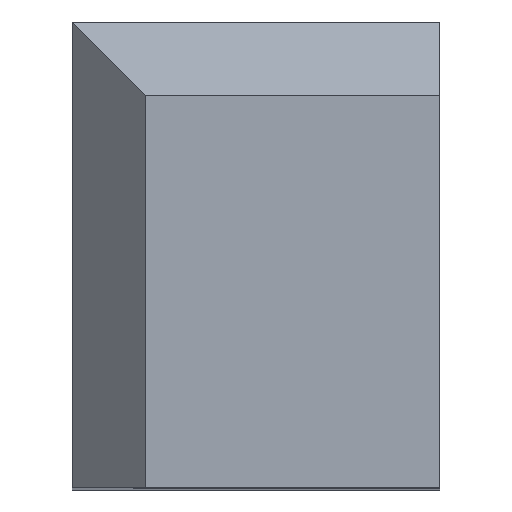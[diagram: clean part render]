
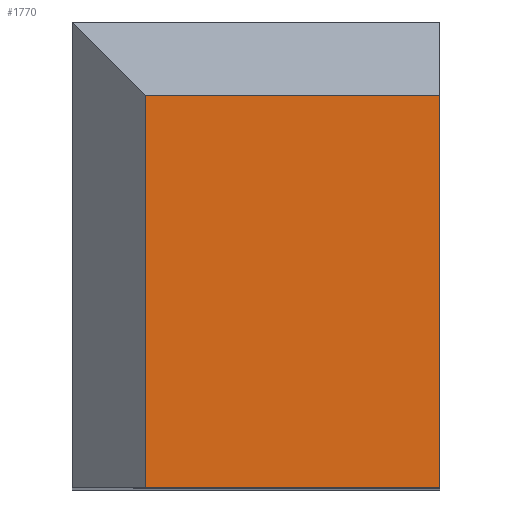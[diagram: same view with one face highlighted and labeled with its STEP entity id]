
A CAD part, top view. The second image highlights one B-rep face of the part: STEP entity #1770.
In plain terms, the highlighted planar face has unit normal (0, 0, 1).
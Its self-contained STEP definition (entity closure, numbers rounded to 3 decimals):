
#161 = PLANE('',#162);
#162 = AXIS2_PLACEMENT_3D('',#163,#164,#165);
#163 = CARTESIAN_POINT('',(-301.,66.,82.5));
#164 = DIRECTION('',(-1.,0.,0.));
#165 = DIRECTION('',(-0.,-0.,-1.));
#433 = PLANE('',#434);
#434 = AXIS2_PLACEMENT_3D('',#435,#436,#437);
#435 = CARTESIAN_POINT('',(-301.,47.,82.5));
#436 = DIRECTION('',(0.,-1.,-0.));
#437 = DIRECTION('',(0.,0.,-1.));
#834 = VERTEX_POINT('',#835);
#835 = CARTESIAN_POINT('',(-301.,63.,138.5));
#849 = PLANE('',#850);
#850 = AXIS2_PLACEMENT_3D('',#851,#852,#853);
#851 = CARTESIAN_POINT('',(-301.,64.5,137.));
#852 = DIRECTION('',(0.,-0.707,-0.707
    ));
#853 = DIRECTION('',(1.,0.,0.));
#861 = EDGE_CURVE('',#834,#862,#864,.T.);
#862 = VERTEX_POINT('',#863);
#863 = CARTESIAN_POINT('',(-301.,47.,138.5));
#864 = SURFACE_CURVE('',#865,(#869,#876),.PCURVE_S1.);
#865 = LINE('',#866,#867);
#866 = CARTESIAN_POINT('',(-301.,66.,138.5));
#867 = VECTOR('',#868,1.);
#868 = DIRECTION('',(0.,-1.,-0.));
#869 = PCURVE('',#161,#870);
#870 = DEFINITIONAL_REPRESENTATION('',(#871),#875);
#871 = LINE('',#872,#873);
#872 = CARTESIAN_POINT('',(-56.,-0.));
#873 = VECTOR('',#874,1.);
#874 = DIRECTION('',(-0.,1.));
#875 = ( GEOMETRIC_REPRESENTATION_CONTEXT(2) 
PARAMETRIC_REPRESENTATION_CONTEXT() REPRESENTATION_CONTEXT('2D SPACE',''
  ) );
#876 = PCURVE('',#877,#882);
#877 = PLANE('',#878);
#878 = AXIS2_PLACEMENT_3D('',#879,#880,#881);
#879 = CARTESIAN_POINT('',(-301.,66.,138.5));
#880 = DIRECTION('',(0.,0.,1.));
#881 = DIRECTION('',(0.,1.,0.));
#882 = DEFINITIONAL_REPRESENTATION('',(#883),#887);
#883 = LINE('',#884,#885);
#884 = CARTESIAN_POINT('',(0.,-0.));
#885 = VECTOR('',#886,1.);
#886 = DIRECTION('',(-1.,0.));
#887 = ( GEOMETRIC_REPRESENTATION_CONTEXT(2) 
PARAMETRIC_REPRESENTATION_CONTEXT() REPRESENTATION_CONTEXT('2D SPACE',''
  ) );
#1151 = EDGE_CURVE('',#862,#1152,#1154,.T.);
#1152 = VERTEX_POINT('',#1153);
#1153 = CARTESIAN_POINT('',(-313.,47.,138.5));
#1154 = SURFACE_CURVE('',#1155,(#1159,#1166),.PCURVE_S1.);
#1155 = LINE('',#1156,#1157);
#1156 = CARTESIAN_POINT('',(-301.,47.,138.5));
#1157 = VECTOR('',#1158,1.);
#1158 = DIRECTION('',(-1.,0.,0.));
#1159 = PCURVE('',#433,#1160);
#1160 = DEFINITIONAL_REPRESENTATION('',(#1161),#1165);
#1161 = LINE('',#1162,#1163);
#1162 = CARTESIAN_POINT('',(-56.,0.));
#1163 = VECTOR('',#1164,1.);
#1164 = DIRECTION('',(-0.,-1.));
#1165 = ( GEOMETRIC_REPRESENTATION_CONTEXT(2) 
PARAMETRIC_REPRESENTATION_CONTEXT() REPRESENTATION_CONTEXT('2D SPACE',''
  ) );
#1166 = PCURVE('',#877,#1167);
#1167 = DEFINITIONAL_REPRESENTATION('',(#1168),#1172);
#1168 = LINE('',#1169,#1170);
#1169 = CARTESIAN_POINT('',(-19.,0.));
#1170 = VECTOR('',#1171,1.);
#1171 = DIRECTION('',(-0.,1.));
#1172 = ( GEOMETRIC_REPRESENTATION_CONTEXT(2) 
PARAMETRIC_REPRESENTATION_CONTEXT() REPRESENTATION_CONTEXT('2D SPACE',''
  ) );
#1286 = PLANE('',#1287);
#1287 = AXIS2_PLACEMENT_3D('',#1288,#1289,#1290);
#1288 = CARTESIAN_POINT('',(-314.5,66.,137.));
#1289 = DIRECTION('',(-0.707,0.,0.707)
  );
#1290 = DIRECTION('',(0.,1.,0.));
#1610 = VERTEX_POINT('',#1611);
#1611 = CARTESIAN_POINT('',(-313.,63.,138.5));
#1632 = EDGE_CURVE('',#834,#1610,#1633,.T.);
#1633 = SURFACE_CURVE('',#1634,(#1638,#1645),.PCURVE_S1.);
#1634 = LINE('',#1635,#1636);
#1635 = CARTESIAN_POINT('',(-301.,63.,138.5));
#1636 = VECTOR('',#1637,1.);
#1637 = DIRECTION('',(-1.,0.,0.));
#1638 = PCURVE('',#849,#1639);
#1639 = DEFINITIONAL_REPRESENTATION('',(#1640),#1644);
#1640 = LINE('',#1641,#1642);
#1641 = CARTESIAN_POINT('',(0.,2.121));
#1642 = VECTOR('',#1643,1.);
#1643 = DIRECTION('',(-1.,0.));
#1644 = ( GEOMETRIC_REPRESENTATION_CONTEXT(2) 
PARAMETRIC_REPRESENTATION_CONTEXT() REPRESENTATION_CONTEXT('2D SPACE',''
  ) );
#1645 = PCURVE('',#877,#1646);
#1646 = DEFINITIONAL_REPRESENTATION('',(#1647),#1651);
#1647 = LINE('',#1648,#1649);
#1648 = CARTESIAN_POINT('',(-3.,0.));
#1649 = VECTOR('',#1650,1.);
#1650 = DIRECTION('',(-0.,1.));
#1651 = ( GEOMETRIC_REPRESENTATION_CONTEXT(2) 
PARAMETRIC_REPRESENTATION_CONTEXT() REPRESENTATION_CONTEXT('2D SPACE',''
  ) );
#1770 = ADVANCED_FACE('',(#1771),#877,.T.);
#1771 = FACE_BOUND('',#1772,.F.);
#1772 = EDGE_LOOP('',(#1773,#1774,#1795,#1796));
#1773 = ORIENTED_EDGE('',*,*,#1151,.T.);
#1774 = ORIENTED_EDGE('',*,*,#1775,.F.);
#1775 = EDGE_CURVE('',#1610,#1152,#1776,.T.);
#1776 = SURFACE_CURVE('',#1777,(#1781,#1788),.PCURVE_S1.);
#1777 = LINE('',#1778,#1779);
#1778 = CARTESIAN_POINT('',(-313.,66.,138.5));
#1779 = VECTOR('',#1780,1.);
#1780 = DIRECTION('',(0.,-1.,-0.));
#1781 = PCURVE('',#877,#1782);
#1782 = DEFINITIONAL_REPRESENTATION('',(#1783),#1787);
#1783 = LINE('',#1784,#1785);
#1784 = CARTESIAN_POINT('',(0.,12.));
#1785 = VECTOR('',#1786,1.);
#1786 = DIRECTION('',(-1.,0.));
#1787 = ( GEOMETRIC_REPRESENTATION_CONTEXT(2) 
PARAMETRIC_REPRESENTATION_CONTEXT() REPRESENTATION_CONTEXT('2D SPACE',''
  ) );
#1788 = PCURVE('',#1286,#1789);
#1789 = DEFINITIONAL_REPRESENTATION('',(#1790),#1794);
#1790 = LINE('',#1791,#1792);
#1791 = CARTESIAN_POINT('',(0.,-2.121));
#1792 = VECTOR('',#1793,1.);
#1793 = DIRECTION('',(-1.,0.));
#1794 = ( GEOMETRIC_REPRESENTATION_CONTEXT(2) 
PARAMETRIC_REPRESENTATION_CONTEXT() REPRESENTATION_CONTEXT('2D SPACE',''
  ) );
#1795 = ORIENTED_EDGE('',*,*,#1632,.F.);
#1796 = ORIENTED_EDGE('',*,*,#861,.T.);
